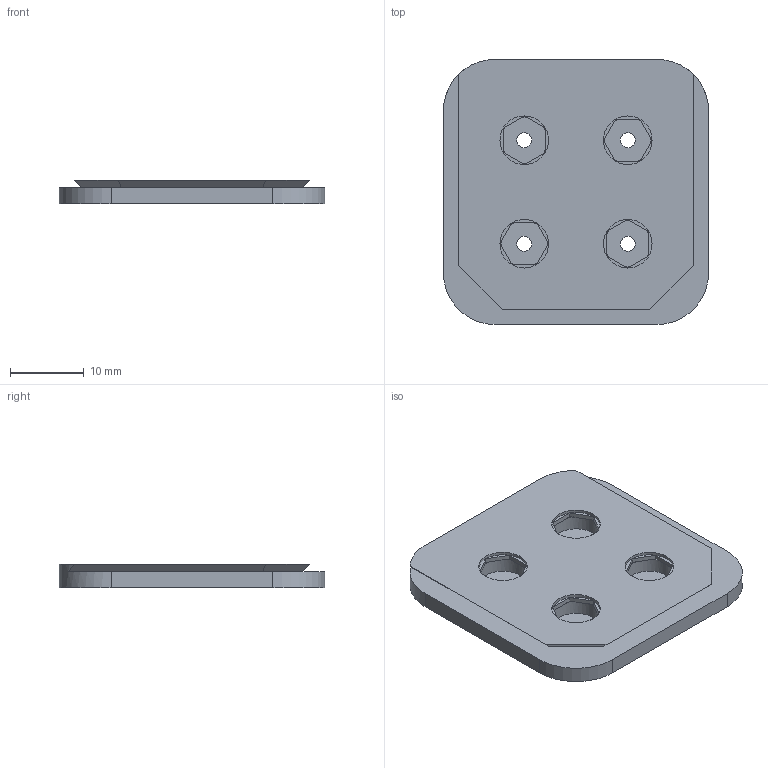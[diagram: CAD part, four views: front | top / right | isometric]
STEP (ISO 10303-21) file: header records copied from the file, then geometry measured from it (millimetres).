
FILE_DESCRIPTION(('FreeCAD Model'),'2;1');
FILE_NAME('Open CASCADE Shape Model','2025-01-24T20:34:50',(''),(''), 'Open CASCADE STEP processor 7.8','FreeCAD','Unknown');
FILE_SCHEMA(('AUTOMOTIVE_DESIGN { 1 0 10303 214 1 1 1 1 }'));
Length unit declared in the file: millimetre
Products named in the file (1): BaseInner-Magnet-6x2
Bounding box: 35.88 x 35.88 x 3.2 mm (x, y, z)
Volume: 3354.2 mm3; surface area: 3267.3 mm2
Topology: 1 solids, 1 shells, 128 faces, 266 edges, 144 vertices
Faces by surface type: plane 107, cylinder 16, bspline 5
Full cylindrical faces by diameter (mm): 2 x4, 6.3 x4, 6.582 x4
Entity records: 3334 total; most frequent: DIRECTION 610, CARTESIAN_POINT 568, ORIENTED_EDGE 532, EDGE_CURVE 266, AXIS2_PLACEMENT_3D 226, LINE 158, VECTOR 158, VERTEX_POINT 144
